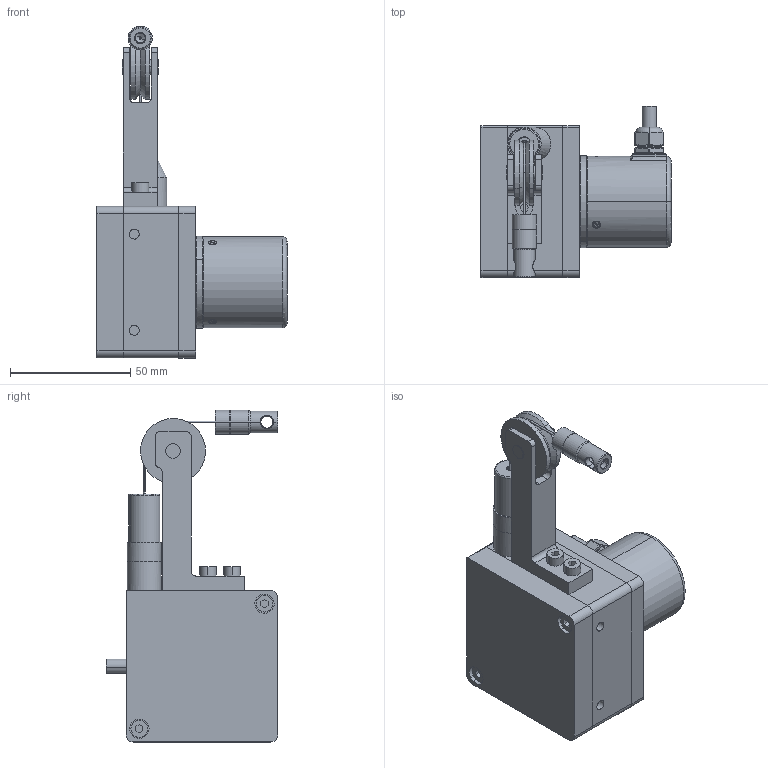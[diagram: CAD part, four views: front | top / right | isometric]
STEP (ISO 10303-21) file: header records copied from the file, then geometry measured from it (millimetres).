
FILE_DESCRIPTION(('CATIA V5 STEP Exchange'),'2;1');
FILE_NAME('FLTF63D-ASM-ESG38.stp','2026-02-04T07:35:50+00:00',('none'),('none'),'CATIA Version 5 Release 21 GA (IN-10)','CATIA V5 STEP AP203','none');
FILE_SCHEMA(('CONFIG_CONTROL_DESIGN'));
Length unit declared in the file: millimetre
Products named in the file (5): FLTF63D_ASM; LTF63-COMPONENTS; LTF63_DXZ_A; FLTF63D_LD_ASM; LTF80-LT-ASM
Assembly tree (23 placements, depth 3):
  FLTF63D_ASM
    LTF63-COMPONENTS
      #66
    #20368
    #20949
    #21523
    #22097
    LTF63_DXZ_A
      #22526
      #22862
    #23521
    #24548
    #24841
    FLTF63D_LD_ASM
      #24953  x6
    LTF80-LT-ASM
      #25480
      #26884
    #27185
Bounding box: 79 x 71.27 x 138 mm (x, y, z)
Volume: 186501.1 mm3; surface area: 58304.2 mm2
Topology: 18 solids, 35 shells, 777 faces, 2104 edges, 1393 vertices
Faces by surface type: cylinder 259, plane 214, bspline 173, cone 73, torus 56, sphere 2
Entity records: 27109 total; most frequent: CARTESIAN_POINT 11501, ORIENTED_EDGE 3427, DIRECTION 2245, EDGE_CURVE 1932, VERTEX_POINT 1283, AXIS2_PLACEMENT_3D 1108, EDGE_LOOP 779, ADVANCED_FACE 697
